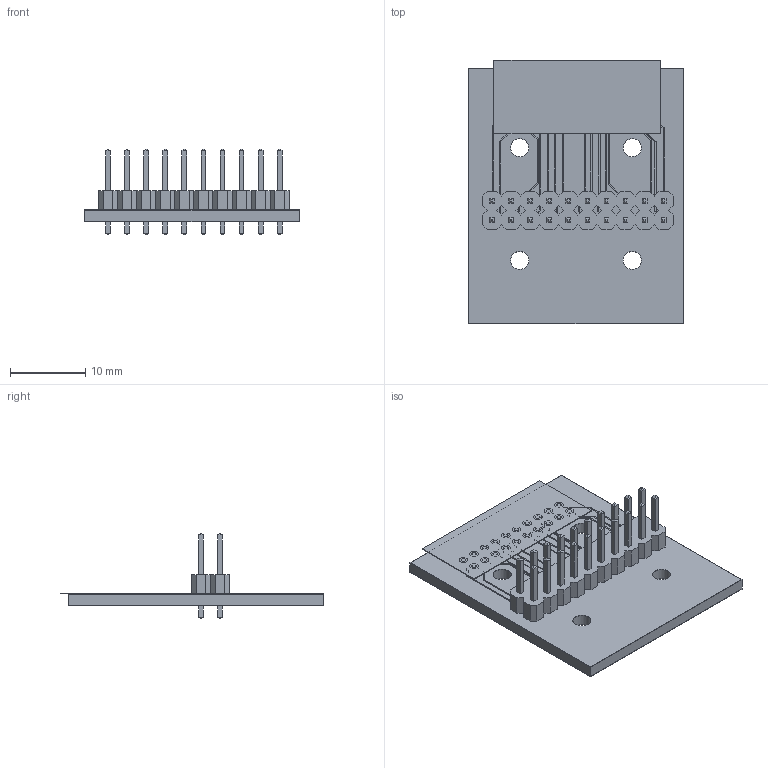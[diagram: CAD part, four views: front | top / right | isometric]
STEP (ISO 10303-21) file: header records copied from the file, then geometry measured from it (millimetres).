
FILE_DESCRIPTION(/* description */ (''),/* implementation_level */ '2;1');
FILE_NAME(/* name */ 'Connector PCB_v2.step',/* time_stamp */ '2025-04-08T13:43:14-04:00',/* author */ (''),/* organization */ (''),/* preprocessor_version */ 'ST-DEVELOPER v20.1',/* originating_system */ 'Autodesk Translation Framework v14.4.0.0',/* authorisation */ '');
FILE_SCHEMA (('AUTOMOTIVE_DESIGN { 1 0 10303 214 3 1 1 }'));
Products named in the file (9): Connector PCB; Board; 1-soldermask; 16-soldermask; Packages; 2X10; HEAD_CONNECTOR; 1-copper; 16-copper
Assembly tree (8 placements, depth 3):
  Connector PCB
    Board
    1-soldermask
    16-soldermask
    Packages
      2X10
      HEAD_CONNECTOR
    1-copper
    16-copper
Bounding box: 28.5 x 35.03 x 11.34 mm (x, y, z)
Volume: 1880.6 mm3; surface area: 8109.7 mm2
Topology: 185 solids, 185 shells, 2349 faces, 5657 edges, 3718 vertices
Faces by surface type: plane 1754, cylinder 595
Full cylindrical faces by diameter (mm): 0.58 x100, 0.65 x80, 0.946 x100, 1.016 x80, 2.4 x12
Entity records: 69714 total; most frequent: CARTESIAN_POINT 11742, DIRECTION 11581, ORIENTED_EDGE 11314, EDGE_CURVE 5657, LINE 4467, VECTOR 4467, VERTEX_POINT 3718, AXIS2_PLACEMENT_3D 3557
